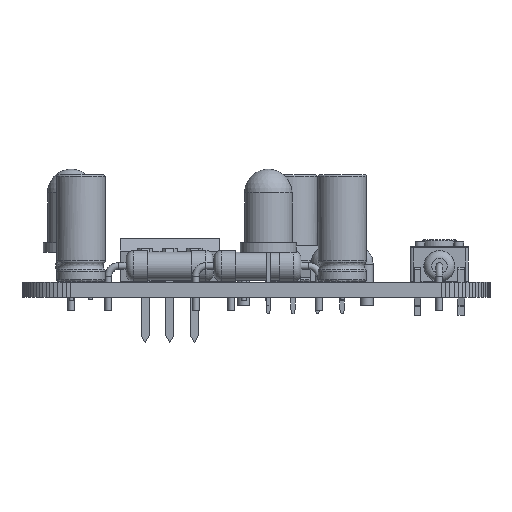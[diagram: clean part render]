
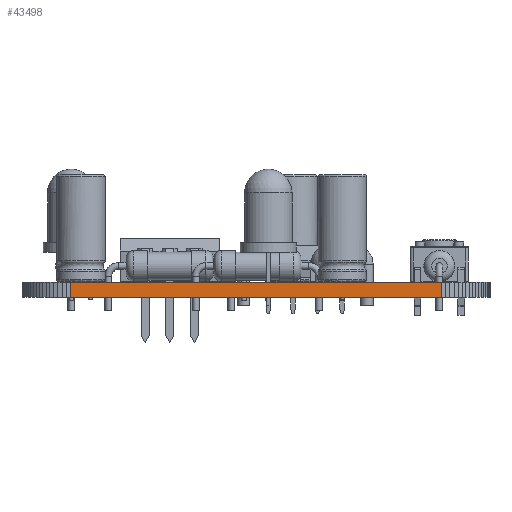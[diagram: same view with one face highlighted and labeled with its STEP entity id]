
A CAD part, left-side view. The second image highlights one B-rep face of the part: STEP entity #43498.
In plain terms, the highlighted planar face has unit normal (-1, 0, 0).
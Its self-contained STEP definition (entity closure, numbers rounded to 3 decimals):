
#32619 = PLANE('',#32620);
#32620 = AXIS2_PLACEMENT_3D('',#32621,#32622,#32623);
#32621 = CARTESIAN_POINT('',(151.638,-98.806,1.58));
#32622 = DIRECTION('',(-0.,-0.,-1.));
#32623 = DIRECTION('',(-1.,0.,0.));
#32673 = PLANE('',#32674);
#32674 = AXIS2_PLACEMENT_3D('',#32675,#32676,#32677);
#32675 = CARTESIAN_POINT('',(151.638,-98.806,0.));
#32676 = DIRECTION('',(-0.,-0.,-1.));
#32677 = DIRECTION('',(-1.,0.,0.));
#34294 = VERTEX_POINT('',#34295);
#34295 = CARTESIAN_POINT('',(118.618,-117.936,0.));
#34309 = PLANE('',#34310);
#34310 = AXIS2_PLACEMENT_3D('',#34311,#34312,#34313);
#34311 = CARTESIAN_POINT('',(118.637,-118.372,0.));
#34312 = DIRECTION('',(-0.999,-0.044,0.));
#34313 = DIRECTION('',(-0.044,0.999,0.));
#34321 = EDGE_CURVE('',#34294,#34322,#34324,.T.);
#34322 = VERTEX_POINT('',#34323);
#34323 = CARTESIAN_POINT('',(118.618,-79.676,0.));
#34324 = SURFACE_CURVE('',#34325,(#34329,#34336),.PCURVE_S1.);
#34325 = LINE('',#34326,#34327);
#34326 = CARTESIAN_POINT('',(118.618,-117.936,0.));
#34327 = VECTOR('',#34328,1.);
#34328 = DIRECTION('',(0.,1.,0.));
#34329 = PCURVE('',#32673,#34330);
#34330 = DEFINITIONAL_REPRESENTATION('',(#34331),#34335);
#34331 = LINE('',#34332,#34333);
#34332 = CARTESIAN_POINT('',(33.02,-19.13));
#34333 = VECTOR('',#34334,1.);
#34334 = DIRECTION('',(0.,1.));
#34335 = ( GEOMETRIC_REPRESENTATION_CONTEXT(2) 
PARAMETRIC_REPRESENTATION_CONTEXT() REPRESENTATION_CONTEXT('2D SPACE',''
  ) );
#34336 = PCURVE('',#34337,#34342);
#34337 = PLANE('',#34338);
#34338 = AXIS2_PLACEMENT_3D('',#34339,#34340,#34341);
#34339 = CARTESIAN_POINT('',(118.618,-117.936,0.));
#34340 = DIRECTION('',(-1.,0.,0.));
#34341 = DIRECTION('',(0.,1.,0.));
#34342 = DEFINITIONAL_REPRESENTATION('',(#34343),#34347);
#34343 = LINE('',#34344,#34345);
#34344 = CARTESIAN_POINT('',(0.,0.));
#34345 = VECTOR('',#34346,1.);
#34346 = DIRECTION('',(1.,0.));
#34347 = ( GEOMETRIC_REPRESENTATION_CONTEXT(2) 
PARAMETRIC_REPRESENTATION_CONTEXT() REPRESENTATION_CONTEXT('2D SPACE',''
  ) );
#34365 = PLANE('',#34366);
#34366 = AXIS2_PLACEMENT_3D('',#34367,#34368,#34369);
#34367 = CARTESIAN_POINT('',(118.618,-79.676,0.));
#34368 = DIRECTION('',(-0.999,0.044,0.));
#34369 = DIRECTION('',(0.044,0.999,0.));
#39262 = VERTEX_POINT('',#39263);
#39263 = CARTESIAN_POINT('',(118.618,-117.936,1.58));
#39284 = EDGE_CURVE('',#39262,#39285,#39287,.T.);
#39285 = VERTEX_POINT('',#39286);
#39286 = CARTESIAN_POINT('',(118.618,-79.676,1.58));
#39287 = SURFACE_CURVE('',#39288,(#39292,#39299),.PCURVE_S1.);
#39288 = LINE('',#39289,#39290);
#39289 = CARTESIAN_POINT('',(118.618,-117.936,1.58));
#39290 = VECTOR('',#39291,1.);
#39291 = DIRECTION('',(0.,1.,0.));
#39292 = PCURVE('',#32619,#39293);
#39293 = DEFINITIONAL_REPRESENTATION('',(#39294),#39298);
#39294 = LINE('',#39295,#39296);
#39295 = CARTESIAN_POINT('',(33.02,-19.13));
#39296 = VECTOR('',#39297,1.);
#39297 = DIRECTION('',(0.,1.));
#39298 = ( GEOMETRIC_REPRESENTATION_CONTEXT(2) 
PARAMETRIC_REPRESENTATION_CONTEXT() REPRESENTATION_CONTEXT('2D SPACE',''
  ) );
#39299 = PCURVE('',#34337,#39300);
#39300 = DEFINITIONAL_REPRESENTATION('',(#39301),#39305);
#39301 = LINE('',#39302,#39303);
#39302 = CARTESIAN_POINT('',(0.,-1.58));
#39303 = VECTOR('',#39304,1.);
#39304 = DIRECTION('',(1.,0.));
#39305 = ( GEOMETRIC_REPRESENTATION_CONTEXT(2) 
PARAMETRIC_REPRESENTATION_CONTEXT() REPRESENTATION_CONTEXT('2D SPACE',''
  ) );
#43448 = EDGE_CURVE('',#34322,#39285,#43449,.T.);
#43449 = SURFACE_CURVE('',#43450,(#43454,#43461),.PCURVE_S1.);
#43450 = LINE('',#43451,#43452);
#43451 = CARTESIAN_POINT('',(118.618,-79.676,0.));
#43452 = VECTOR('',#43453,1.);
#43453 = DIRECTION('',(0.,0.,1.));
#43454 = PCURVE('',#34365,#43455);
#43455 = DEFINITIONAL_REPRESENTATION('',(#43456),#43460);
#43456 = LINE('',#43457,#43458);
#43457 = CARTESIAN_POINT('',(0.,0.));
#43458 = VECTOR('',#43459,1.);
#43459 = DIRECTION('',(0.,-1.));
#43460 = ( GEOMETRIC_REPRESENTATION_CONTEXT(2) 
PARAMETRIC_REPRESENTATION_CONTEXT() REPRESENTATION_CONTEXT('2D SPACE',''
  ) );
#43461 = PCURVE('',#34337,#43462);
#43462 = DEFINITIONAL_REPRESENTATION('',(#43463),#43467);
#43463 = LINE('',#43464,#43465);
#43464 = CARTESIAN_POINT('',(38.26,0.));
#43465 = VECTOR('',#43466,1.);
#43466 = DIRECTION('',(0.,-1.));
#43467 = ( GEOMETRIC_REPRESENTATION_CONTEXT(2) 
PARAMETRIC_REPRESENTATION_CONTEXT() REPRESENTATION_CONTEXT('2D SPACE',''
  ) );
#43498 = ADVANCED_FACE('',(#43499),#34337,.T.);
#43499 = FACE_BOUND('',#43500,.T.);
#43500 = EDGE_LOOP('',(#43501,#43522,#43523,#43524));
#43501 = ORIENTED_EDGE('',*,*,#43502,.T.);
#43502 = EDGE_CURVE('',#34294,#39262,#43503,.T.);
#43503 = SURFACE_CURVE('',#43504,(#43508,#43515),.PCURVE_S1.);
#43504 = LINE('',#43505,#43506);
#43505 = CARTESIAN_POINT('',(118.618,-117.936,0.));
#43506 = VECTOR('',#43507,1.);
#43507 = DIRECTION('',(0.,0.,1.));
#43508 = PCURVE('',#34337,#43509);
#43509 = DEFINITIONAL_REPRESENTATION('',(#43510),#43514);
#43510 = LINE('',#43511,#43512);
#43511 = CARTESIAN_POINT('',(0.,0.));
#43512 = VECTOR('',#43513,1.);
#43513 = DIRECTION('',(0.,-1.));
#43514 = ( GEOMETRIC_REPRESENTATION_CONTEXT(2) 
PARAMETRIC_REPRESENTATION_CONTEXT() REPRESENTATION_CONTEXT('2D SPACE',''
  ) );
#43515 = PCURVE('',#34309,#43516);
#43516 = DEFINITIONAL_REPRESENTATION('',(#43517),#43521);
#43517 = LINE('',#43518,#43519);
#43518 = CARTESIAN_POINT('',(0.436,0.));
#43519 = VECTOR('',#43520,1.);
#43520 = DIRECTION('',(0.,-1.));
#43521 = ( GEOMETRIC_REPRESENTATION_CONTEXT(2) 
PARAMETRIC_REPRESENTATION_CONTEXT() REPRESENTATION_CONTEXT('2D SPACE',''
  ) );
#43522 = ORIENTED_EDGE('',*,*,#39284,.T.);
#43523 = ORIENTED_EDGE('',*,*,#43448,.F.);
#43524 = ORIENTED_EDGE('',*,*,#34321,.F.);
